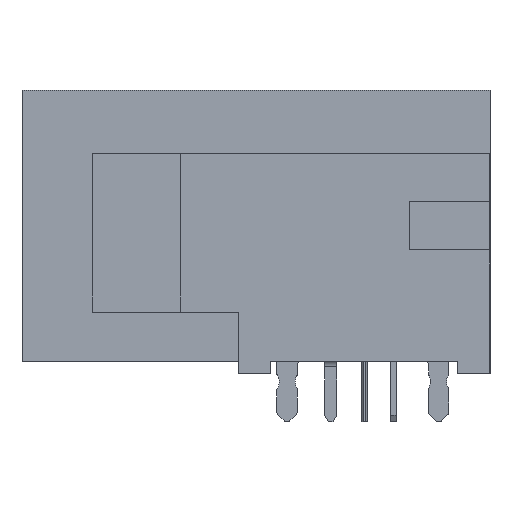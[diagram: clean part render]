
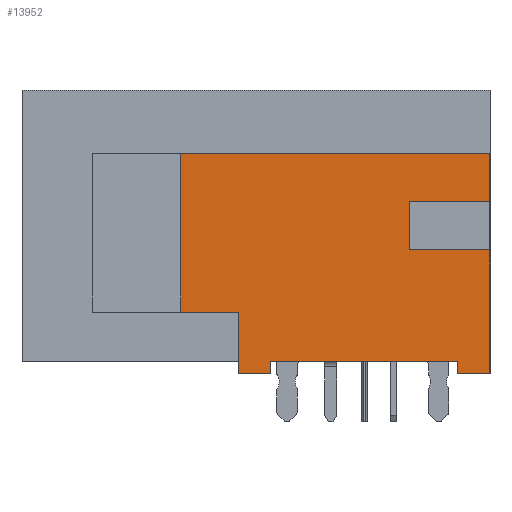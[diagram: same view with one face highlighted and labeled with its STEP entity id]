
A CAD part, left-side view. The second image highlights one B-rep face of the part: STEP entity #13952.
In plain terms, the highlighted planar face has unit normal (-1, 0, 0).
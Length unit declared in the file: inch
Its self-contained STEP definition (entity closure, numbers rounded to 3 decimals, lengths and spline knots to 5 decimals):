
#600=ORIENTED_EDGE('',*,*,#4854,.F.);
#601=ORIENTED_EDGE('',*,*,#4855,.T.);
#602=ORIENTED_EDGE('',*,*,#4856,.F.);
#603=ORIENTED_EDGE('',*,*,#4857,.F.);
#604=ORIENTED_EDGE('',*,*,#4858,.F.);
#605=ORIENTED_EDGE('',*,*,#4859,.F.);
#606=ORIENTED_EDGE('',*,*,#4860,.F.);
#607=ORIENTED_EDGE('',*,*,#4861,.F.);
#608=ORIENTED_EDGE('',*,*,#4862,.T.);
#609=ORIENTED_EDGE('',*,*,#4863,.F.);
#610=ORIENTED_EDGE('',*,*,#4864,.F.);
#611=ORIENTED_EDGE('',*,*,#4865,.T.);
#612=ORIENTED_EDGE('',*,*,#4866,.T.);
#613=ORIENTED_EDGE('',*,*,#4867,.F.);
#4854=EDGE_CURVE('',#6981,#6982,#8395,.T.);
#4855=EDGE_CURVE('',#6981,#6983,#8396,.T.);
#4856=EDGE_CURVE('',#6984,#6983,#8397,.T.);
#4857=EDGE_CURVE('',#6985,#6984,#8398,.T.);
#4858=EDGE_CURVE('',#6986,#6985,#8399,.T.);
#4859=EDGE_CURVE('',#6987,#6986,#8400,.T.);
#4860=EDGE_CURVE('',#6988,#6987,#8401,.T.);
#4861=EDGE_CURVE('',#6989,#6988,#8402,.T.);
#4862=EDGE_CURVE('',#6989,#6990,#8403,.T.);
#4863=EDGE_CURVE('',#6991,#6990,#8404,.T.);
#4864=EDGE_CURVE('',#6992,#6991,#8405,.T.);
#4865=EDGE_CURVE('',#6992,#6993,#8406,.T.);
#4866=EDGE_CURVE('',#6993,#6994,#8407,.T.);
#4867=EDGE_CURVE('',#6982,#6994,#8408,.T.);
#6981=VERTEX_POINT('',#19678);
#6982=VERTEX_POINT('',#19679);
#6983=VERTEX_POINT('',#19681);
#6984=VERTEX_POINT('',#19683);
#6985=VERTEX_POINT('',#19685);
#6986=VERTEX_POINT('',#19687);
#6987=VERTEX_POINT('',#19689);
#6988=VERTEX_POINT('',#19691);
#6989=VERTEX_POINT('',#19693);
#6990=VERTEX_POINT('',#19695);
#6991=VERTEX_POINT('',#19697);
#6992=VERTEX_POINT('',#19699);
#6993=VERTEX_POINT('',#19701);
#6994=VERTEX_POINT('',#19703);
#8395=LINE('',#19677,#10144);
#8396=LINE('',#19680,#10145);
#8397=LINE('',#19682,#10146);
#8398=LINE('',#19684,#10147);
#8399=LINE('',#19686,#10148);
#8400=LINE('',#19688,#10149);
#8401=LINE('',#19690,#10150);
#8402=LINE('',#19692,#10151);
#8403=LINE('',#19694,#10152);
#8404=LINE('',#19696,#10153);
#8405=LINE('',#19698,#10154);
#8406=LINE('',#19700,#10155);
#8407=LINE('',#19702,#10156);
#8408=LINE('',#19704,#10157);
#10144=VECTOR('',#15776,39.37008);
#10145=VECTOR('',#15777,39.37008);
#10146=VECTOR('',#15778,39.37008);
#10147=VECTOR('',#15779,39.37008);
#10148=VECTOR('',#15780,39.37008);
#10149=VECTOR('',#15781,39.37008);
#10150=VECTOR('',#15782,39.37008);
#10151=VECTOR('',#15783,39.37008);
#10152=VECTOR('',#15784,39.37008);
#10153=VECTOR('',#15785,39.37008);
#10154=VECTOR('',#15786,39.37008);
#10155=VECTOR('',#15787,39.37008);
#10156=VECTOR('',#15788,39.37008);
#10157=VECTOR('',#15789,39.37008);
#11893=EDGE_LOOP('',(#600,#601,#602,#603,#604,#605,#606,#607,#608,#609,
#610,#611,#612,#613));
#12656=FACE_BOUND('',#11893,.T.);
#13419=PLANE('',#14696);
#13952=ADVANCED_FACE('',(#12656),#13419,.F.);
#14696=AXIS2_PLACEMENT_3D('',#19676,#15774,#15775);
#15774=DIRECTION('',(1.,0.,0.));
#15775=DIRECTION('',(0.,0.,-1.));
#15776=DIRECTION('',(0.,-1.,0.));
#15777=DIRECTION('',(0.,0.,1.));
#15778=DIRECTION('',(0.,1.,0.));
#15779=DIRECTION('',(0.,0.,-1.));
#15780=DIRECTION('',(0.,-1.,0.));
#15781=DIRECTION('',(0.,0.,1.));
#15782=DIRECTION('',(0.,1.,0.));
#15783=DIRECTION('',(0.,0.,1.));
#15784=DIRECTION('',(0.,-1.,0.));
#15785=DIRECTION('',(0.,0.,-1.));
#15786=DIRECTION('',(0.,1.,0.));
#15787=DIRECTION('',(0.,0.,-1.));
#15788=DIRECTION('',(0.,-1.,0.));
#15789=DIRECTION('',(0.,0.,-1.));
#19676=CARTESIAN_POINT('',(-0.3975,0.,0.));
#19677=CARTESIAN_POINT('',(-0.3975,0.,-0.03));
#19678=CARTESIAN_POINT('',(-0.3975,0.1,-0.03));
#19679=CARTESIAN_POINT('',(-0.3975,0.,-0.03));
#19680=CARTESIAN_POINT('',(-0.3975,0.1,0.));
#19681=CARTESIAN_POINT('',(-0.3975,0.1,0.03));
#19682=CARTESIAN_POINT('',(-0.3975,0.,0.03));
#19683=CARTESIAN_POINT('',(-0.3975,0.,0.03));
#19684=CARTESIAN_POINT('',(-0.3975,0.,0.08984));
#19685=CARTESIAN_POINT('',(-0.3975,0.,0.08984));
#19686=CARTESIAN_POINT('',(-0.3975,0.493,0.08984));
#19687=CARTESIAN_POINT('',(-0.3975,0.383,0.08984));
#19688=CARTESIAN_POINT('',(-0.3975,0.383,0.));
#19689=CARTESIAN_POINT('',(-0.3975,0.383,-0.107));
#19690=CARTESIAN_POINT('',(-0.3975,0.31161,-0.107));
#19691=CARTESIAN_POINT('',(-0.3975,0.31161,-0.107));
#19692=CARTESIAN_POINT('',(-0.3975,0.31161,-0.168));
#19693=CARTESIAN_POINT('',(-0.3975,0.31161,-0.183));
#19694=CARTESIAN_POINT('',(-0.3975,0.31161,-0.183));
#19695=CARTESIAN_POINT('',(-0.3975,0.27161,-0.183));
#19696=CARTESIAN_POINT('',(-0.3975,0.27161,-0.153));
#19697=CARTESIAN_POINT('',(-0.3975,0.27161,-0.168));
#19698=CARTESIAN_POINT('',(-0.3975,0.,-0.168));
#19699=CARTESIAN_POINT('',(-0.3975,0.04,-0.168));
#19700=CARTESIAN_POINT('',(-0.3975,0.04,-0.153));
#19701=CARTESIAN_POINT('',(-0.3975,0.04,-0.183));
#19702=CARTESIAN_POINT('',(-0.3975,0.04,-0.183));
#19703=CARTESIAN_POINT('',(-0.3975,0.,-0.183));
#19704=CARTESIAN_POINT('',(-0.3975,0.,0.08984));
